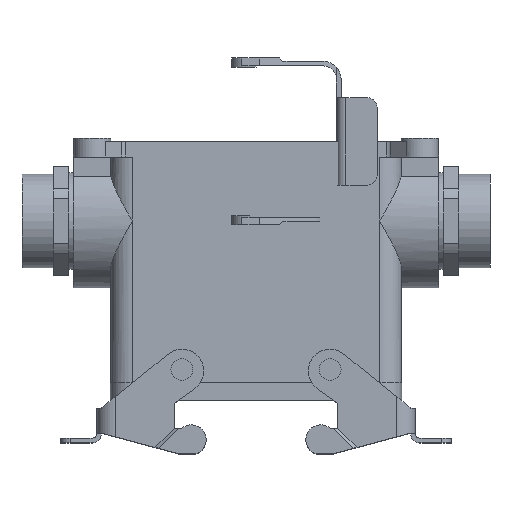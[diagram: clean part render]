
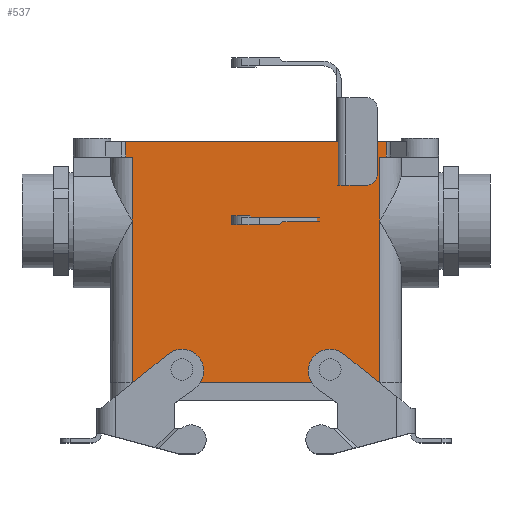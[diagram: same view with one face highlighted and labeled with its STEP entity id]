
A CAD part, top view. The second image highlights one B-rep face of the part: STEP entity #537.
In plain terms, the highlighted planar face has unit normal (0, 0, 1).
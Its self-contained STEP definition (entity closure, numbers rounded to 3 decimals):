
#537 = ADVANCED_FACE( '', ( #1192, #1193, #1194 ), #1195, .F. );
#1192 = FACE_BOUND( '', #1953, .T. );
#1193 = FACE_OUTER_BOUND( '', #1954, .T. );
#1194 = FACE_BOUND( '', #1955, .T. );
#1195 = PLANE( '', #1956 );
#1953 = EDGE_LOOP( '', ( #3440 ) );
#1954 = EDGE_LOOP( '', ( #3441, #3442, #3443, #3444, #3445, #3446, #3447, #3448, #3449, #3450 ) );
#1955 = EDGE_LOOP( '', ( #3451 ) );
#1956 = AXIS2_PLACEMENT_3D( '', #3452, #3453, #3454 );
#3440 = ORIENTED_EDGE( '', *, *, #4660, .F. );
#3441 = ORIENTED_EDGE( '', *, *, #4835, .T. );
#3442 = ORIENTED_EDGE( '', *, *, #4836, .T. );
#3443 = ORIENTED_EDGE( '', *, *, #4262, .F. );
#3444 = ORIENTED_EDGE( '', *, *, #4752, .T. );
#3445 = ORIENTED_EDGE( '', *, *, #4506, .T. );
#3446 = ORIENTED_EDGE( '', *, *, #4837, .F. );
#3447 = ORIENTED_EDGE( '', *, *, #4838, .F. );
#3448 = ORIENTED_EDGE( '', *, *, #4312, .F. );
#3449 = ORIENTED_EDGE( '', *, *, #4832, .F. );
#3450 = ORIENTED_EDGE( '', *, *, #4523, .T. );
#3451 = ORIENTED_EDGE( '', *, *, #4708, .F. );
#3452 = CARTESIAN_POINT( '', ( 42.515, -5., 21.5 ) );
#3453 = DIRECTION( '', ( 0., 0., -1. ) );
#3454 = DIRECTION( '', ( -1., 0., 0. ) );
#4262 = EDGE_CURVE( '', #5044, #5046, #5047, .T. );
#4312 = EDGE_CURVE( '', #5135, #5136, #5137, .T. );
#4506 = EDGE_CURVE( '', #5464, #5465, #5466, .T. );
#4523 = EDGE_CURVE( '', #5487, #5491, #5493, .T. );
#4660 = EDGE_CURVE( '', #5702, #5702, #5703, .F. );
#4708 = EDGE_CURVE( '', #5783, #5783, #5784, .F. );
#4752 = EDGE_CURVE( '', #5044, #5464, #5845, .T. );
#4832 = EDGE_CURVE( '', #5487, #5135, #5952, .T. );
#4835 = EDGE_CURVE( '', #5491, #5956, #5957, .T. );
#4836 = EDGE_CURVE( '', #5956, #5046, #5958, .F. );
#4837 = EDGE_CURVE( '', #5959, #5465, #5960, .T. );
#4838 = EDGE_CURVE( '', #5136, #5959, #5961, .T. );
#5044 = VERTEX_POINT( '', #6198 );
#5046 = VERTEX_POINT( '', #6200 );
#5047 = LINE( '', #6201, #6202 );
#5135 = VERTEX_POINT( '', #6318 );
#5136 = VERTEX_POINT( '', #6319 );
#5137 = LINE( '', #6320, #6321 );
#5464 = VERTEX_POINT( '', #6815 );
#5465 = VERTEX_POINT( '', #6816 );
#5466 = LINE( '', #6817, #6818 );
#5487 = VERTEX_POINT( '', #6865 );
#5491 = VERTEX_POINT( '', #6870 );
#5493 = LINE( '', #6872, #6873 );
#5702 = VERTEX_POINT( '', #7243 );
#5703 = CIRCLE( '', #7244, 2.45 );
#5783 = VERTEX_POINT( '', #7413 );
#5784 = CIRCLE( '', #7414, 2.45 );
#5845 = LINE( '', #7505, #7506 );
#5952 = LINE( '', #7646, #7647 );
#5956 = VERTEX_POINT( '', #7651 );
#5957 = LINE( '', #7652, #7653 );
#5958 = LINE( '', #7654, #7655 );
#5959 = VERTEX_POINT( '', #7656 );
#5960 = LINE( '', #7657, #7658 );
#5961 = LINE( '', #7659, #7660 );
#6198 = CARTESIAN_POINT( '', ( -39.65, -5., 21.5 ) );
#6200 = CARTESIAN_POINT( '', ( -41.686, -5., 21.5 ) );
#6201 = CARTESIAN_POINT( '', ( 42.515, -5., 21.5 ) );
#6202 = VECTOR( '', #7993, 1000. );
#6318 = CARTESIAN_POINT( '', ( 39.65, -5., 21.5 ) );
#6319 = CARTESIAN_POINT( '', ( 39.65, -25.5, 21.5 ) );
#6320 = CARTESIAN_POINT( '', ( 39.65, 74.914, 21.5 ) );
#6321 = VECTOR( '', #8055, 1000. );
#6815 = CARTESIAN_POINT( '', ( -39.65, -25.5, 21.5 ) );
#6816 = CARTESIAN_POINT( '', ( -39.65, -77.4, 21.5 ) );
#6817 = CARTESIAN_POINT( '', ( -39.65, 74.914, 21.5 ) );
#6818 = VECTOR( '', #8283, 1000. );
#6865 = CARTESIAN_POINT( '', ( 41.686, -5., 21.5 ) );
#6870 = CARTESIAN_POINT( '', ( 41.686, 0., 21.5 ) );
#6872 = CARTESIAN_POINT( '', ( 41.686, 0., 21.5 ) );
#6873 = VECTOR( '', #8309, 1000. );
#7243 = CARTESIAN_POINT( '', ( 21.3, -73.1, 21.5 ) );
#7244 = AXIS2_PLACEMENT_3D( '', #8503, #8504, #8505 );
#7413 = CARTESIAN_POINT( '', ( -26.2, -73.1, 21.5 ) );
#7414 = AXIS2_PLACEMENT_3D( '', #8566, #8567, #8568 );
#7505 = CARTESIAN_POINT( '', ( -39.65, 74.914, 21.5 ) );
#7506 = VECTOR( '', #8614, 1000. );
#7646 = CARTESIAN_POINT( '', ( 42.515, -5., 21.5 ) );
#7647 = VECTOR( '', #8711, 1000. );
#7651 = CARTESIAN_POINT( '', ( -41.686, 0., 21.5 ) );
#7652 = CARTESIAN_POINT( '', ( 42.515, 0., 21.5 ) );
#7653 = VECTOR( '', #8715, 1000. );
#7654 = CARTESIAN_POINT( '', ( -41.686, -5., 21.5 ) );
#7655 = VECTOR( '', #8716, 1000. );
#7656 = CARTESIAN_POINT( '', ( 39.65, -77.4, 21.5 ) );
#7657 = CARTESIAN_POINT( '', ( -39.65, -77.4, 21.5 ) );
#7658 = VECTOR( '', #8717, 1000. );
#7659 = CARTESIAN_POINT( '', ( 39.65, 74.914, 21.5 ) );
#7660 = VECTOR( '', #8718, 1000. );
#7993 = DIRECTION( '', ( -1., 0., 0. ) );
#8055 = DIRECTION( '', ( 0., -1., 0. ) );
#8283 = DIRECTION( '', ( 0., -1., 0. ) );
#8309 = DIRECTION( '', ( 0., 1., 0. ) );
#8503 = CARTESIAN_POINT( '', ( 23.75, -73.1, 21.5 ) );
#8504 = DIRECTION( '', ( 0., 0., -1. ) );
#8505 = DIRECTION( '', ( -1., 0., 0. ) );
#8566 = CARTESIAN_POINT( '', ( -23.75, -73.1, 21.5 ) );
#8567 = DIRECTION( '', ( 0., 0., -1. ) );
#8568 = DIRECTION( '', ( -1., 0., 0. ) );
#8614 = DIRECTION( '', ( 0., -1., 0. ) );
#8711 = DIRECTION( '', ( -1., 0., 0. ) );
#8715 = DIRECTION( '', ( -1., 0., 0. ) );
#8716 = DIRECTION( '', ( 0., 1., 0. ) );
#8717 = DIRECTION( '', ( -1., 0., 0. ) );
#8718 = DIRECTION( '', ( 0., -1., 0. ) );
